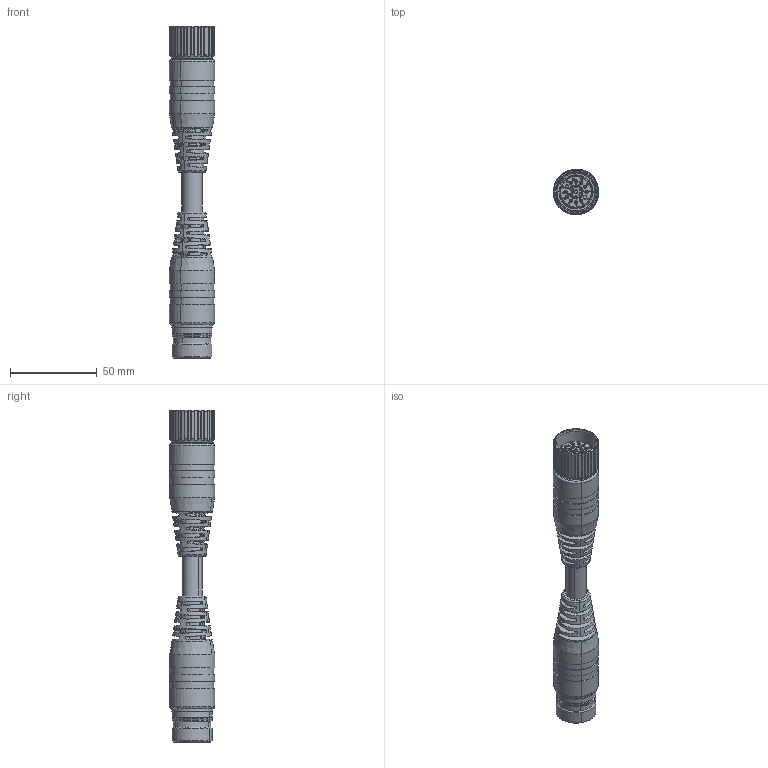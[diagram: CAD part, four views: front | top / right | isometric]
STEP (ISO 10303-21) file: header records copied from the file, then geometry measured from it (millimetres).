
FILE_DESCRIPTION(('CATIA V5 STEP Exchange','CAx-IF Rec.Pracs.--- Model Styling and Organization---1.4--- 2014-01-23'),'2;1');
FILE_NAME ('464749-3_0_1541071500_1541071500.stp','2020-08-24T14:11:38+00:00',('none'),('Weidmueller'),'CATIA Version 5-6 Release 2016 SP3 HF44','CATIA V5 STEP AP214','none');
FILE_SCHEMA(('AUTOMOTIVE_DESIGN { 1 0 10303 214 1 1 1 1 }'));
Products named in the file (1): 1541071500
Bounding box: 26 x 26.17 x 191.19 mm (x, y, z)
Volume: 65529.5 mm3; surface area: 26042.1 mm2
Topology: 41 solids, 43 shells, 1662 faces, 4397 edges, 2959 vertices
Faces by surface type: cylinder 679, plane 550, extrusion 241, bspline 76, cone 72, torus 36, revolution 8
Entity records: 60206 total; most frequent: CARTESIAN_POINT 23997, ORIENTED_EDGE 8794, DIRECTION 5154, EDGE_CURVE 4209, VERTEX_POINT 2809, VECTOR 1967, B_SPLINE_CURVE_WITH_KNOTS 1953, AXIS2_PLACEMENT_3D 1949
